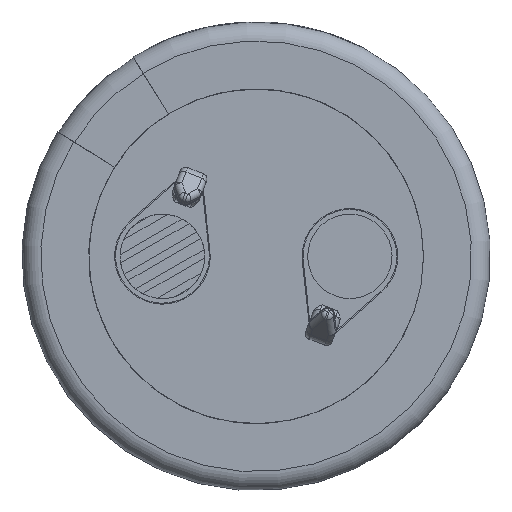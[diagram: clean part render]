
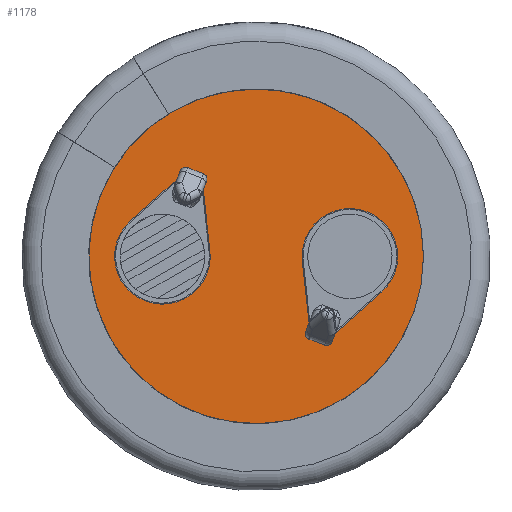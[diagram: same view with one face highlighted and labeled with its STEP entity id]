
A CAD part, front view. The second image highlights one B-rep face of the part: STEP entity #1178.
In plain terms, the highlighted planar face has unit normal (0, -1, 0).
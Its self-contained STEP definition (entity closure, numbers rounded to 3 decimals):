
#1178 = ADVANCED_FACE( '', ( #2759, #2760, #2761 ), #2762, .T. );
#2759 = FACE_OUTER_BOUND( '', #5418, .T. );
#2760 = FACE_BOUND( '', #5419, .T. );
#2761 = FACE_BOUND( '', #5420, .T. );
#2762 = PLANE( '', #5421 );
#5418 = EDGE_LOOP( '', ( #10314 ) );
#5419 = EDGE_LOOP( '', ( #10315, #10316, #10317, #10318 ) );
#5420 = EDGE_LOOP( '', ( #10319, #10320, #10321, #10322 ) );
#5421 = AXIS2_PLACEMENT_3D( '', #10323, #10324, #10325 );
#10314 = ORIENTED_EDGE( '', *, *, #13845, .T. );
#10315 = ORIENTED_EDGE( '', *, *, #14277, .F. );
#10316 = ORIENTED_EDGE( '', *, *, #14122, .F. );
#10317 = ORIENTED_EDGE( '', *, *, #14229, .F. );
#10318 = ORIENTED_EDGE( '', *, *, #13875, .F. );
#10319 = ORIENTED_EDGE( '', *, *, #13790, .T. );
#10320 = ORIENTED_EDGE( '', *, *, #13986, .T. );
#10321 = ORIENTED_EDGE( '', *, *, #14157, .T. );
#10322 = ORIENTED_EDGE( '', *, *, #13408, .T. );
#10323 = CARTESIAN_POINT( '', ( 0., 0., 0. ) );
#10324 = DIRECTION( '', ( 0., -1., 0. ) );
#10325 = DIRECTION( '', ( 1., 0., 0. ) );
#13408 = EDGE_CURVE( '', #15956, #15957, #15958, .T. );
#13790 = EDGE_CURVE( '', #15957, #16554, #16555, .T. );
#13845 = EDGE_CURVE( '', #16636, #16636, #16637, .T. );
#13875 = EDGE_CURVE( '', #16683, #16684, #16685, .T. );
#13986 = EDGE_CURVE( '', #16554, #16838, #16839, .T. );
#14122 = EDGE_CURVE( '', #17026, #17027, #17028, .T. );
#14157 = EDGE_CURVE( '', #16838, #15956, #17071, .T. );
#14229 = EDGE_CURVE( '', #16684, #17026, #17165, .T. );
#14277 = EDGE_CURVE( '', #17027, #16683, #17242, .T. );
#15956 = VERTEX_POINT( '', #20365 );
#15957 = VERTEX_POINT( '', #20366 );
#15958 = CIRCLE( '', #20367, 2.55 );
#16554 = VERTEX_POINT( '', #21631 );
#16555 = LINE( '', #21632, #21633 );
#16636 = VERTEX_POINT( '', #21861 );
#16637 = CIRCLE( '', #21862, 10.357 );
#16683 = VERTEX_POINT( '', #21973 );
#16684 = VERTEX_POINT( '', #21974 );
#16685 = CIRCLE( '', #21975, 2.55 );
#16838 = VERTEX_POINT( '', #22263 );
#16839 = LINE( '', #22264, #22265 );
#17026 = VERTEX_POINT( '', #22722 );
#17027 = VERTEX_POINT( '', #22723 );
#17028 = LINE( '', #22724, #22725 );
#17071 = LINE( '', #22797, #22798 );
#17165 = LINE( '', #23016, #23017 );
#17242 = LINE( '', #23117, #23118 );
#20365 = CARTESIAN_POINT( '', ( 2.465, 0., -0.274 ) );
#20366 = CARTESIAN_POINT( '', ( 6.694, 0., -1.906 ) );
#20367 = AXIS2_PLACEMENT_3D( '', #24939, #24940, #24941 );
#21631 = CARTESIAN_POINT( '', ( 4.27, 0., -4.059 ) );
#21632 = CARTESIAN_POINT( '', ( 6.694, 0., -1.906 ) );
#21633 = VECTOR( '', #25138, 1000. );
#21861 = CARTESIAN_POINT( '', ( 10.357, 0., 0. ) );
#21862 = AXIS2_PLACEMENT_3D( '', #25159, #25160, #25161 );
#21973 = CARTESIAN_POINT( '', ( -6.694, 0., 1.906 ) );
#21974 = CARTESIAN_POINT( '', ( -2.465, 0., 0.274 ) );
#21975 = AXIS2_PLACEMENT_3D( '', #25178, #25179, #25180 );
#22263 = CARTESIAN_POINT( '', ( 2.814, 0., -3.497 ) );
#22264 = CARTESIAN_POINT( '', ( 4.27, 0., -4.059 ) );
#22265 = VECTOR( '', #25255, 1000. );
#22722 = CARTESIAN_POINT( '', ( -2.814, 0., 3.497 ) );
#22723 = CARTESIAN_POINT( '', ( -4.27, 0., 4.059 ) );
#22724 = CARTESIAN_POINT( '', ( -2.814, 0., 3.497 ) );
#22725 = VECTOR( '', #25284, 1000. );
#22797 = CARTESIAN_POINT( '', ( 2.814, 0., -3.497 ) );
#22798 = VECTOR( '', #25304, 1000. );
#23016 = CARTESIAN_POINT( '', ( -2.465, 0., 0.274 ) );
#23017 = VECTOR( '', #25324, 1000. );
#23117 = CARTESIAN_POINT( '', ( -4.27, 0., 4.059 ) );
#23118 = VECTOR( '', #25403, 1000. );
#24939 = CARTESIAN_POINT( '', ( 5., 0., 0. ) );
#24940 = DIRECTION( '', ( 0., 1., 0. ) );
#24941 = DIRECTION( '', ( 0., 0., -1. ) );
#25138 = DIRECTION( '', ( -0.748, 0., -0.664 ) );
#25159 = CARTESIAN_POINT( '', ( 0., 0., 0. ) );
#25160 = DIRECTION( '', ( 0., -1., 0. ) );
#25161 = DIRECTION( '', ( 1., 0., 0. ) );
#25178 = CARTESIAN_POINT( '', ( -5., 0., 0. ) );
#25179 = DIRECTION( '', ( 0., -1., 0. ) );
#25180 = DIRECTION( '', ( 0., 0., 1. ) );
#25255 = DIRECTION( '', ( -0.933, 0., 0.36 ) );
#25284 = DIRECTION( '', ( -0.933, 0., 0.36 ) );
#25304 = DIRECTION( '', ( -0.108, 0., 0.994 ) );
#25324 = DIRECTION( '', ( -0.108, 0., 0.994 ) );
#25403 = DIRECTION( '', ( -0.748, 0., -0.664 ) );
